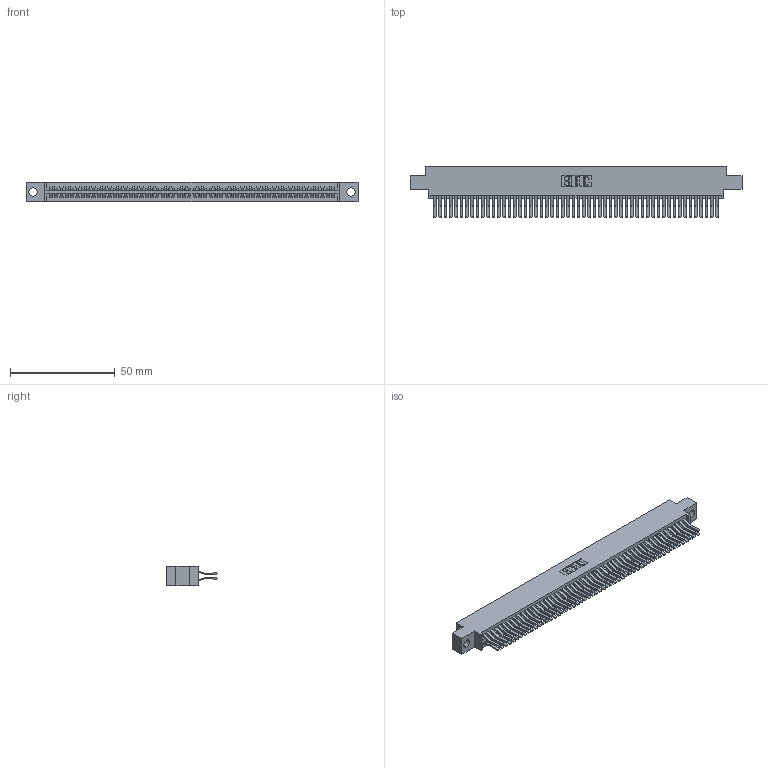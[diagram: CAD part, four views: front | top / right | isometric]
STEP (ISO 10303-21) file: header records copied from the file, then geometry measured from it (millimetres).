
FILE_DESCRIPTION (( 'STEP AP203' ), '1' );
FILE_NAME ('345-108-560-804.STEP', '2021-05-21T14:54:11', ( '' ), ( '' ), 'SwSTEP 2.0', 'SolidWorks 2020', '' );
FILE_SCHEMA (( 'CONFIG_CONTROL_DESIGN' ));
Length unit declared in the file: inch
Products named in the file (3): 345-108-560-804; 345 Part_0.170 Offset - 0.156 Dia-TI; 345-292-001_560 Tail
Assembly tree (109 placements, depth 2):
  345-108-560-804
    345 Part_0.170 Offset - 0.156 Dia-TI
    345-292-001_560 Tail  x108
Bounding box: 158.37 x 24.45 x 9.4 mm (x, y, z)
Volume: 15984.1 mm3; surface area: 25675.3 mm2
Topology: 109 solids, 109 shells, 5760 faces, 17129 edges, 11274 vertices
Faces by surface type: plane 3662, cylinder 2098
Entity records: 41393 total; most frequent: CARTESIAN_POINT 6934, ORIENTED_EDGE 6866, DIRECTION 6101, EDGE_CURVE 3433, VECTOR 3081, LINE 3081, VERTEX_POINT 2286, AXIS2_PLACEMENT_3D 1510
